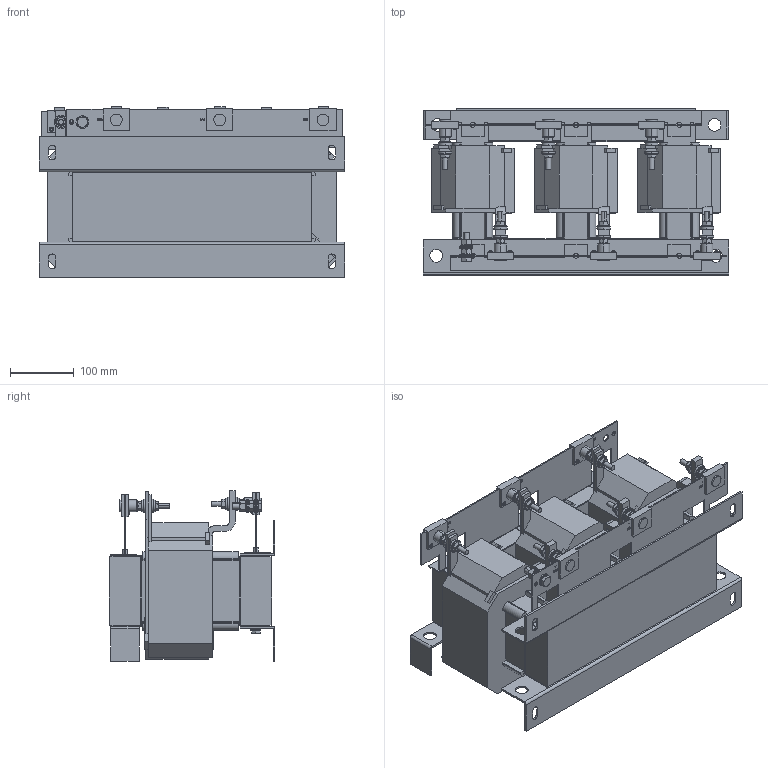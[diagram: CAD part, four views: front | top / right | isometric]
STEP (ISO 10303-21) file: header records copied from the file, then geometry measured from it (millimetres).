
FILE_DESCRIPTION (( 'STEP AP214' ), '1' );
FILE_NAME ('862599.STEP', '2024-04-05T14:39:14', ( '' ), ( '' ), 'SwSTEP 2.0', 'SolidWorks 2022', '' );
FILE_SCHEMA (( 'AUTOMOTIVE_DESIGN' ));
Length unit declared in the file: millimetre
Products named in the file (1): 862599
Bounding box: 480 x 261.05 x 268 mm (x, y, z)
Volume: 13899498.3 mm3; surface area: 1036806.4 mm2
Topology: 1 solids, 1 shells, 1971 faces, 5077 edges, 3248 vertices
Faces by surface type: plane 1295, cylinder 306, cone 188, bspline 166, torus 16
Entity records: 67171 total; most frequent: CARTESIAN_POINT 20234, ORIENTED_EDGE 10154, DIRECTION 8900, EDGE_CURVE 5077, VECTOR 3476, LINE 3476, VERTEX_POINT 3248, AXIS2_PLACEMENT_3D 2712
